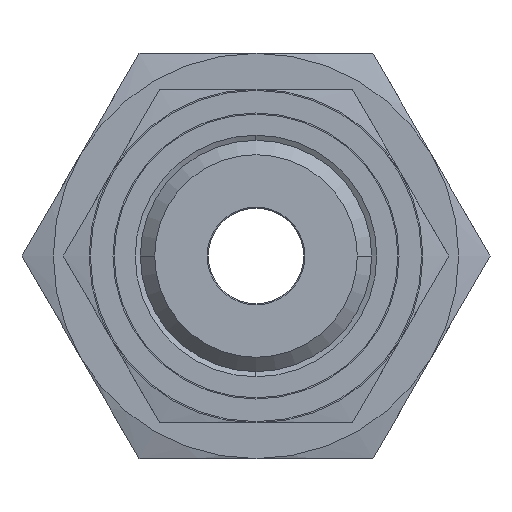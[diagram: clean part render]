
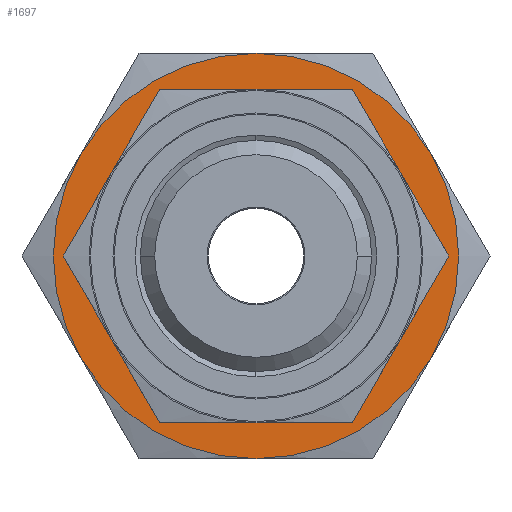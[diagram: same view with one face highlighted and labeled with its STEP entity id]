
A CAD part, left-side view. The second image highlights one B-rep face of the part: STEP entity #1697.
In plain terms, the highlighted planar face has unit normal (-1, 0, 0).
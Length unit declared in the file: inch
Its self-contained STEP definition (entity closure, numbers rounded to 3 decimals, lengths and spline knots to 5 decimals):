
#210=CARTESIAN_POINT('',(0.4685,0.28981,
-0.16732));
#232=CARTESIAN_POINT('',(0.4685,-0.28981,
-0.16732));
#234=CARTESIAN_POINT('',(0.4685,0.,-0.33465));
#266=CARTESIAN_POINT('',(0.4685,-0.28981,
0.16732));
#268=CARTESIAN_POINT('',(0.4685,0.,0.));
#269=DIRECTION('',(-1.,0.,0.));
#270=DIRECTION('',(0.,0.866,0.5));
#271=AXIS2_PLACEMENT_3D('',#268,#269,#270);
#273=CARTESIAN_POINT('',(0.4685,0.,0.));
#274=DIRECTION('',(-1.,0.,0.));
#275=DIRECTION('',(0.,0.,1.));
#276=AXIS2_PLACEMENT_3D('',#273,#274,#275);
#278=CARTESIAN_POINT('',(0.4685,0.,0.));
#279=DIRECTION('',(-1.,0.,0.));
#280=DIRECTION('',(0.,-0.866,0.5));
#281=AXIS2_PLACEMENT_3D('',#278,#279,#280);
#283=CARTESIAN_POINT('',(0.4685,0.,0.));
#284=DIRECTION('',(-1.,0.,0.));
#285=DIRECTION('',(0.,-1.,0.));
#286=AXIS2_PLACEMENT_3D('',#283,#284,#285);
#288=CARTESIAN_POINT('',(0.4685,0.,0.));
#289=DIRECTION('',(-1.,0.,0.));
#290=DIRECTION('',(0.,-0.866,-0.5));
#291=AXIS2_PLACEMENT_3D('',#288,#289,#290);
#293=CARTESIAN_POINT('',(0.4685,0.,0.));
#294=DIRECTION('',(-1.,0.,0.));
#295=DIRECTION('',(0.,0.,-1.));
#296=AXIS2_PLACEMENT_3D('',#293,#294,#295);
#298=CARTESIAN_POINT('',(0.4685,0.,0.));
#299=DIRECTION('',(-1.,0.,0.));
#300=DIRECTION('',(0.,0.866,-0.5));
#301=AXIS2_PLACEMENT_3D('',#298,#299,#300);
#313=CARTESIAN_POINT('',(0.4685,0.28981,
0.16732));
#369=CARTESIAN_POINT('',(0.4685,0.,0.33465));
#435=CARTESIAN_POINT('',(0.4685,0.,0.));
#436=DIRECTION('',(1.,0.,0.));
#437=DIRECTION('',(0.,1.,0.));
#438=AXIS2_PLACEMENT_3D('',#435,#436,#437);
#440=CARTESIAN_POINT('',(0.4685,0.,0.));
#441=DIRECTION('',(1.,0.,0.));
#442=DIRECTION('',(0.,-1.,0.));
#443=AXIS2_PLACEMENT_3D('',#440,#441,#442);
#1366=VERTEX_POINT('',#232);
#1374=VERTEX_POINT('',#369);
#1381=VERTEX_POINT('',#266);
#1383=VERTEX_POINT('',#313);
#1387=VERTEX_POINT('',#210);
#1391=VERTEX_POINT('',#234);
#1393=CARTESIAN_POINT('',(0.4685,-0.33465,0.));
#1394=VERTEX_POINT('',#1393);
#1409=CARTESIAN_POINT('',(0.4685,0.27559,0.));
#1410=CARTESIAN_POINT('',(0.4685,-0.27559,0.));
#1411=VERTEX_POINT('',#1409);
#1412=VERTEX_POINT('',#1410);
#1674=CARTESIAN_POINT('',(0.4685,0.16732,0.));
#1675=DIRECTION('',(-1.,0.,0.));
#1676=DIRECTION('',(0.,0.,1.));
#1677=AXIS2_PLACEMENT_3D('',#1674,#1675,#1676);
#1678=PLANE('',#1677);
#1680=ORIENTED_EDGE('',*,*,#1679,.F.);
#1682=ORIENTED_EDGE('',*,*,#1681,.F.);
#1684=ORIENTED_EDGE('',*,*,#1683,.F.);
#1685=ORIENTED_EDGE('',*,*,#1660,.F.);
#1686=ORIENTED_EDGE('',*,*,#1658,.F.);
#1687=ORIENTED_EDGE('',*,*,#1615,.F.);
#1688=ORIENTED_EDGE('',*,*,#1570,.F.);
#1689=EDGE_LOOP('',(#1680,#1682,#1684,#1685,#1686,#1687,#1688));
#1690=FACE_OUTER_BOUND('',#1689,.F.);
#1692=ORIENTED_EDGE('',*,*,#1691,.F.);
#1694=ORIENTED_EDGE('',*,*,#1693,.F.);
#1695=EDGE_LOOP('',(#1692,#1694));
#1696=FACE_BOUND('',#1695,.F.);
#1697=ADVANCED_FACE('',(#1690,#1696),#1678,.T.);
#272=CIRCLE('',#271,0.33465);
#277=CIRCLE('',#276,0.33465);
#282=CIRCLE('',#281,0.33465);
#287=CIRCLE('',#286,0.33465);
#292=CIRCLE('',#291,0.33465);
#297=CIRCLE('',#296,0.33465);
#302=CIRCLE('',#301,0.33465);
#439=CIRCLE('',#438,0.27559);
#444=CIRCLE('',#443,0.27559);
#1570=EDGE_CURVE('',#1387,#1391,#302,.T.);
#1615=EDGE_CURVE('',#1391,#1366,#297,.T.);
#1658=EDGE_CURVE('',#1366,#1394,#292,.T.);
#1660=EDGE_CURVE('',#1394,#1381,#287,.T.);
#1679=EDGE_CURVE('',#1383,#1387,#272,.T.);
#1681=EDGE_CURVE('',#1374,#1383,#277,.T.);
#1683=EDGE_CURVE('',#1381,#1374,#282,.T.);
#1691=EDGE_CURVE('',#1411,#1412,#439,.T.);
#1693=EDGE_CURVE('',#1412,#1411,#444,.T.);
